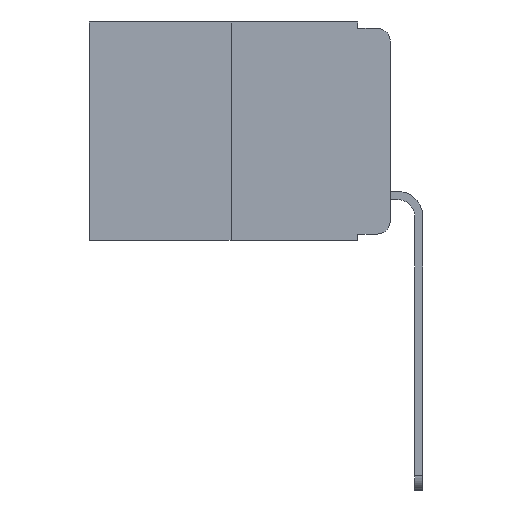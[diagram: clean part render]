
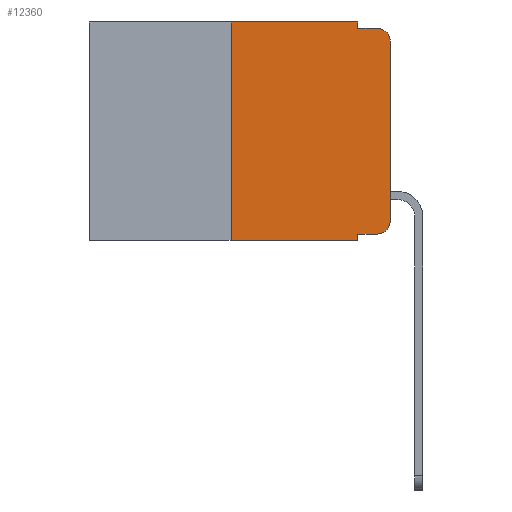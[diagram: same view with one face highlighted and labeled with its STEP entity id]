
A CAD part, left-side view. The second image highlights one B-rep face of the part: STEP entity #12360.
In plain terms, the highlighted planar face has unit normal (-1, 0, 0).
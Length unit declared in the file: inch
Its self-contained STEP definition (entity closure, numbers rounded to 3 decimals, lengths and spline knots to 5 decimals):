
#216 = VERTEX_POINT ( 'NONE', #8836 ) ;
#346 = CIRCLE ( 'NONE', #5011, 0.02 ) ;
#455 = LINE ( 'NONE', #4592, #5851 ) ;
#794 = ORIENTED_EDGE ( 'NONE', *, *, #8443, .T. ) ;
#852 = DIRECTION ( 'NONE',  ( 0., 0., -1. ) ) ;
#1362 = CARTESIAN_POINT ( 'NONE',  ( 0., 0.25, 0. ) ) ;
#1550 = AXIS2_PLACEMENT_3D ( 'NONE', #2007, #9464, #3082 ) ;
#1695 = VERTEX_POINT ( 'NONE', #10054 ) ;
#2007 = CARTESIAN_POINT ( 'NONE',  ( 0., 0.02, -0.313 ) ) ;
#2147 = CARTESIAN_POINT ( 'NONE',  ( 0., 0.25, -0.343 ) ) ;
#2181 = CARTESIAN_POINT ( 'NONE',  ( 0., 0.051, 0. ) ) ;
#2224 = DIRECTION ( 'NONE',  ( -1., 0., 0. ) ) ;
#2919 = EDGE_CURVE ( 'NONE', #5770, #3266, #13169, .T. ) ;
#2923 = DIRECTION ( 'NONE',  ( 1., 0., 0. ) ) ;
#2949 = CARTESIAN_POINT ( 'NONE',  ( 0., 0.051, 0. ) ) ;
#3082 = DIRECTION ( 'NONE',  ( 0., 0., -1. ) ) ;
#3142 = VERTEX_POINT ( 'NONE', #12979 ) ;
#3266 = VERTEX_POINT ( 'NONE', #12196 ) ;
#3454 = CARTESIAN_POINT ( 'NONE',  ( 0., 0.051, -0.01 ) ) ;
#3466 = ORIENTED_EDGE ( 'NONE', *, *, #11966, .F. ) ;
#3613 = EDGE_CURVE ( 'NONE', #3266, #6578, #346, .T. ) ;
#4003 = LINE ( 'NONE', #3454, #12001 ) ;
#4303 = AXIS2_PLACEMENT_3D ( 'NONE', #8264, #2923, #10337 ) ;
#4329 = ORIENTED_EDGE ( 'NONE', *, *, #9931, .F. ) ;
#4333 = CARTESIAN_POINT ( 'NONE',  ( 0., 0.02, -0.01 ) ) ;
#4549 = DIRECTION ( 'NONE',  ( 0., -1., 0. ) ) ;
#4592 = CARTESIAN_POINT ( 'NONE',  ( 0., 0.473, -0.343 ) ) ;
#4926 = VECTOR ( 'NONE', #12285, 39.37008 ) ;
#5011 = AXIS2_PLACEMENT_3D ( 'NONE', #8618, #2224, #9671 ) ;
#5695 = EDGE_CURVE ( 'NONE', #3142, #6578, #4003, .T. ) ;
#5726 = EDGE_CURVE ( 'NONE', #8530, #1695, #455, .T. ) ;
#5770 = VERTEX_POINT ( 'NONE', #8849 ) ;
#5851 = VECTOR ( 'NONE', #12875, 39.37008 ) ;
#6578 = VERTEX_POINT ( 'NONE', #4333 ) ;
#6703 = ORIENTED_EDGE ( 'NONE', *, *, #2919, .T. ) ;
#7018 = VECTOR ( 'NONE', #10124, 39.37008 ) ;
#7097 = DIRECTION ( 'NONE',  ( 0., -1., 0. ) ) ;
#7191 = VECTOR ( 'NONE', #7777, 39.37008 ) ;
#7270 = CARTESIAN_POINT ( 'NONE',  ( 0., 0.02, -0.333 ) ) ;
#7739 = EDGE_CURVE ( 'NONE', #8491, #3142, #11591, .T. ) ;
#7764 = VECTOR ( 'NONE', #8580, 39.37008 ) ;
#7777 = DIRECTION ( 'NONE',  ( 0., 0., 1. ) ) ;
#8264 = CARTESIAN_POINT ( 'NONE',  ( 0., 0.473, 0. ) ) ;
#8362 = CIRCLE ( 'NONE', #1550, 0.02 ) ;
#8398 = VERTEX_POINT ( 'NONE', #7270 ) ;
#8443 = EDGE_CURVE ( 'NONE', #8398, #5770, #8362, .T. ) ;
#8491 = VERTEX_POINT ( 'NONE', #13556 ) ;
#8530 = VERTEX_POINT ( 'NONE', #2147 ) ;
#8580 = DIRECTION ( 'NONE',  ( 0., 0., -1. ) ) ;
#8618 = CARTESIAN_POINT ( 'NONE',  ( 0., 0.02, -0.03 ) ) ;
#8836 = CARTESIAN_POINT ( 'NONE',  ( 0., 0.051, -0.333 ) ) ;
#8849 = CARTESIAN_POINT ( 'NONE',  ( 0., 0., -0.313 ) ) ;
#9141 = ORIENTED_EDGE ( 'NONE', *, *, #7739, .F. ) ;
#9319 = PLANE ( 'NONE',  #4303 ) ;
#9462 = ORIENTED_EDGE ( 'NONE', *, *, #5726, .T. ) ;
#9464 = DIRECTION ( 'NONE',  ( -1., 0., 0. ) ) ;
#9671 = DIRECTION ( 'NONE',  ( 0., 0., -1. ) ) ;
#9783 = LINE ( 'NONE', #13126, #7018 ) ;
#9843 = CARTESIAN_POINT ( 'NONE',  ( 0., 0., 0. ) ) ;
#9931 = EDGE_CURVE ( 'NONE', #8530, #11461, #10581, .T. ) ;
#10054 = CARTESIAN_POINT ( 'NONE',  ( 0., 0.051, -0.343 ) ) ;
#10058 = VECTOR ( 'NONE', #7097, 39.37008 ) ;
#10096 = ORIENTED_EDGE ( 'NONE', *, *, #12569, .F. ) ;
#10124 = DIRECTION ( 'NONE',  ( 0., -1., 0. ) ) ;
#10337 = DIRECTION ( 'NONE',  ( 0., 0., -1. ) ) ;
#10581 = LINE ( 'NONE', #1362, #7191 ) ;
#10584 = EDGE_CURVE ( 'NONE', #216, #8398, #9783, .T. ) ;
#10676 = FACE_OUTER_BOUND ( 'NONE', #11774, .T. ) ;
#11063 = ORIENTED_EDGE ( 'NONE', *, *, #10584, .T. ) ;
#11272 = VECTOR ( 'NONE', #852, 39.37008 ) ;
#11440 = CARTESIAN_POINT ( 'NONE',  ( 0., 0.25, 0. ) ) ;
#11461 = VERTEX_POINT ( 'NONE', #11440 ) ;
#11591 = LINE ( 'NONE', #2949, #11272 ) ;
#11774 = EDGE_LOOP ( 'NONE', ( #6703, #12745, #12929, #9141, #3466, #4329, #9462, #10096, #11063, #794 ) ) ;
#11966 = EDGE_CURVE ( 'NONE', #11461, #8491, #12736, .T. ) ;
#12001 = VECTOR ( 'NONE', #4549, 39.37008 ) ;
#12196 = CARTESIAN_POINT ( 'NONE',  ( 0., 0., -0.03 ) ) ;
#12285 = DIRECTION ( 'NONE',  ( 0., 0., 1. ) ) ;
#12360 = ADVANCED_FACE ( 'NONE', ( #10676 ), #9319, .F. ) ;
#12569 = EDGE_CURVE ( 'NONE', #216, #1695, #13513, .T. ) ;
#12736 = LINE ( 'NONE', #13136, #10058 ) ;
#12745 = ORIENTED_EDGE ( 'NONE', *, *, #3613, .T. ) ;
#12875 = DIRECTION ( 'NONE',  ( 0., -1., 0. ) ) ;
#12929 = ORIENTED_EDGE ( 'NONE', *, *, #5695, .F. ) ;
#12979 = CARTESIAN_POINT ( 'NONE',  ( 0., 0.051, -0.01 ) ) ;
#13126 = CARTESIAN_POINT ( 'NONE',  ( 0., 0.051, -0.333 ) ) ;
#13136 = CARTESIAN_POINT ( 'NONE',  ( 0., 0.473, 0. ) ) ;
#13169 = LINE ( 'NONE', #9843, #4926 ) ;
#13513 = LINE ( 'NONE', #2181, #7764 ) ;
#13556 = CARTESIAN_POINT ( 'NONE',  ( 0., 0.051, 0. ) ) ;
